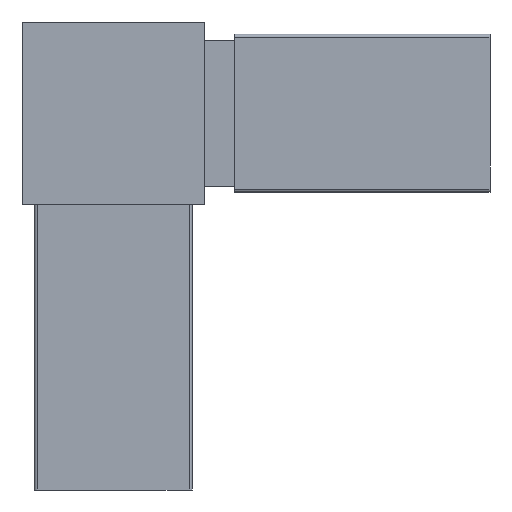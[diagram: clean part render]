
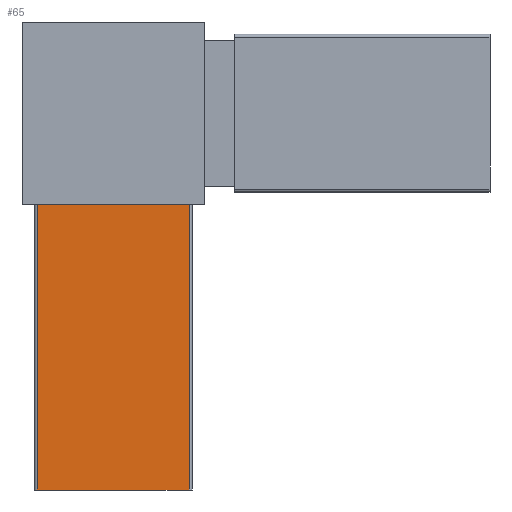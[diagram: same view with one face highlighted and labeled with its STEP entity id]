
A CAD part, left-side view. The second image highlights one B-rep face of the part: STEP entity #65.
In plain terms, the highlighted planar face has unit normal (-1, 0, 0).
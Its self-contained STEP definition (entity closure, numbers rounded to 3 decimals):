
#65 = ADVANCED_FACE( '', ( #147 ), #148, .T. );
#147 = FACE_OUTER_BOUND( '', #244, .T. );
#148 = PLANE( '', #245 );
#244 = EDGE_LOOP( '', ( #372, #373, #374, #375 ) );
#245 = AXIS2_PLACEMENT_3D( '', #376, #377, #378 );
#372 = ORIENTED_EDGE( '', *, *, #609, .F. );
#373 = ORIENTED_EDGE( '', *, *, #579, .F. );
#374 = ORIENTED_EDGE( '', *, *, #610, .T. );
#375 = ORIENTED_EDGE( '', *, *, #611, .T. );
#376 = CARTESIAN_POINT( '', ( -13., 12.5, -62. ) );
#377 = DIRECTION( '', ( -1., 0., 0. ) );
#378 = DIRECTION( '', ( 0., 0., 1. ) );
#579 = EDGE_CURVE( '', #682, #678, #684, .T. );
#609 = EDGE_CURVE( '', #678, #733, #734, .T. );
#610 = EDGE_CURVE( '', #682, #735, #736, .T. );
#611 = EDGE_CURVE( '', #735, #733, #737, .T. );
#678 = VERTEX_POINT( '', #827 );
#682 = VERTEX_POINT( '', #832 );
#684 = LINE( '', #834, #835 );
#733 = VERTEX_POINT( '', #901 );
#734 = LINE( '', #902, #903 );
#735 = VERTEX_POINT( '', #904 );
#736 = LINE( '', #905, #906 );
#737 = LINE( '', #907, #908 );
#827 = CARTESIAN_POINT( '', ( -13., 12.5, -15. ) );
#832 = CARTESIAN_POINT( '', ( -13., 12.5, -62. ) );
#834 = CARTESIAN_POINT( '', ( -13., 12.5, -62. ) );
#835 = VECTOR( '', #1037, 1000. );
#901 = CARTESIAN_POINT( '', ( -13., -12.5, -15. ) );
#902 = CARTESIAN_POINT( '', ( -13., 12.5, -15. ) );
#903 = VECTOR( '', #1073, 1000. );
#904 = CARTESIAN_POINT( '', ( -13., -12.5, -62. ) );
#905 = CARTESIAN_POINT( '', ( -13., 12.5, -62. ) );
#906 = VECTOR( '', #1074, 1000. );
#907 = CARTESIAN_POINT( '', ( -13., -12.5, -62. ) );
#908 = VECTOR( '', #1075, 1000. );
#1037 = DIRECTION( '', ( 0., 0., 1. ) );
#1073 = DIRECTION( '', ( 0., -1., 0. ) );
#1074 = DIRECTION( '', ( 0., -1., 0. ) );
#1075 = DIRECTION( '', ( 0., 0., 1. ) );
